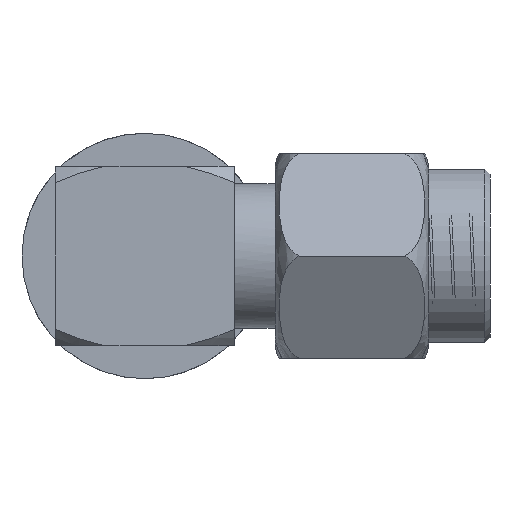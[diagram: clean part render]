
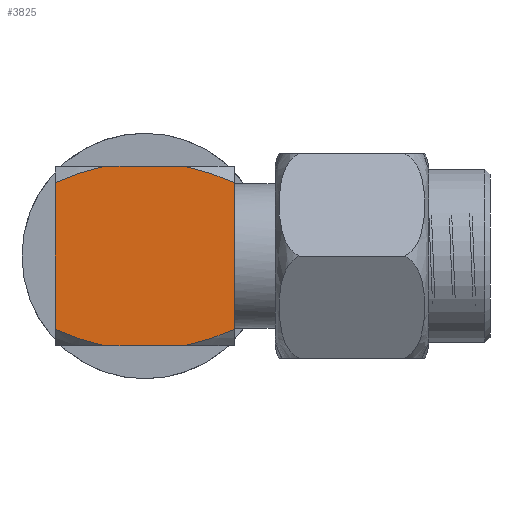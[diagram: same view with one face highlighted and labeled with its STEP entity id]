
A CAD part, front view. The second image highlights one B-rep face of the part: STEP entity #3825.
In plain terms, the highlighted planar face has unit normal (0, -1, 0).
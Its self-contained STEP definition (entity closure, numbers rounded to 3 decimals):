
#166 = LINE ( 'NONE', #4456, #3833 ) ;
#221 = VECTOR ( 'NONE', #2246, 1000. ) ;
#247 = CARTESIAN_POINT ( 'NONE',  ( -7., -3.5, 2.868 ) ) ;
#292 = CARTESIAN_POINT ( 'NONE',  ( -5.1, -3.5, -3.5 ) ) ;
#310 = CARTESIAN_POINT ( 'NONE',  ( -6.413, -3.5, 3.139 ) ) ;
#526 = B_SPLINE_CURVE_WITH_KNOTS ( 'NONE', 3,
 ( #957, #2086, #310, #247 ),
 .UNSPECIFIED., .F., .F.,
 ( 4, 4 ),
 ( 0., 1. ),
 .UNSPECIFIED. ) ;
#534 = EDGE_CURVE ( 'NONE', #1068, #3755, #526, .T. ) ;
#560 = CARTESIAN_POINT ( 'NONE',  ( -7., -3.5, -2.868 ) ) ;
#661 = CARTESIAN_POINT ( 'NONE',  ( -5.1, -3.5, -3.5 ) ) ;
#695 = VERTEX_POINT ( 'NONE', #292 ) ;
#712 = CARTESIAN_POINT ( 'NONE',  ( -1.9, -3.5, 3.5 ) ) ;
#810 = EDGE_LOOP ( 'NONE', ( #1776, #1373, #4193, #3228, #2062, #1306, #4413, #2113 ) ) ;
#824 = FACE_OUTER_BOUND ( 'NONE', #810, .T. ) ;
#918 = CARTESIAN_POINT ( 'NONE',  ( -1.22, -3.5, -3.35 ) ) ;
#957 = CARTESIAN_POINT ( 'NONE',  ( -5.1, -3.5, 3.5 ) ) ;
#983 = LINE ( 'NONE', #2000, #2203 ) ;
#1068 = VERTEX_POINT ( 'NONE', #4355 ) ;
#1129 = VERTEX_POINT ( 'NONE', #2217 ) ;
#1207 = DIRECTION ( 'NONE',  ( 0., 0., -1. ) ) ;
#1241 = EDGE_CURVE ( 'NONE', #2880, #1068, #2157, .T. ) ;
#1306 = ORIENTED_EDGE ( 'NONE', *, *, #534, .T. ) ;
#1373 = ORIENTED_EDGE ( 'NONE', *, *, #4160, .T. ) ;
#1465 = CARTESIAN_POINT ( 'NONE',  ( -7., -3.5, 3.5 ) ) ;
#1466 = EDGE_CURVE ( 'NONE', #695, #1129, #3836, .T. ) ;
#1491 = CARTESIAN_POINT ( 'NONE',  ( 0., -3.5, -2.868 ) ) ;
#1601 = VERTEX_POINT ( 'NONE', #1491 ) ;
#1654 = VERTEX_POINT ( 'NONE', #3044 ) ;
#1679 = CARTESIAN_POINT ( 'NONE',  ( -0.587, -3.5, -3.139 ) ) ;
#1741 = EDGE_CURVE ( 'NONE', #3755, #1654, #166, .T. ) ;
#1776 = ORIENTED_EDGE ( 'NONE', *, *, #1466, .T. ) ;
#1832 = CARTESIAN_POINT ( 'NONE',  ( -1.9, -3.5, 3.5 ) ) ;
#2000 = CARTESIAN_POINT ( 'NONE',  ( 0., -3.5, 0. ) ) ;
#2062 = ORIENTED_EDGE ( 'NONE', *, *, #1241, .T. ) ;
#2086 = CARTESIAN_POINT ( 'NONE',  ( -5.78, -3.5, 3.35 ) ) ;
#2098 = DIRECTION ( 'NONE',  ( 1., 0., 0. ) ) ;
#2113 = ORIENTED_EDGE ( 'NONE', *, *, #3090, .T. ) ;
#2157 = LINE ( 'NONE', #2643, #221 ) ;
#2179 = CARTESIAN_POINT ( 'NONE',  ( -1.22, -3.5, 3.35 ) ) ;
#2203 = VECTOR ( 'NONE', #1207, 1000. ) ;
#2217 = CARTESIAN_POINT ( 'NONE',  ( -1.9, -3.5, -3.5 ) ) ;
#2246 = DIRECTION ( 'NONE',  ( -1., 0., 0. ) ) ;
#2286 = DIRECTION ( 'NONE',  ( 0., 0., -1. ) ) ;
#2376 = AXIS2_PLACEMENT_3D ( 'NONE', #1465, #3362, #2581 ) ;
#2507 = CARTESIAN_POINT ( 'NONE',  ( -5.78, -3.5, -3.35 ) ) ;
#2581 = DIRECTION ( 'NONE',  ( 0., 0., -1. ) ) ;
#2643 = CARTESIAN_POINT ( 'NONE',  ( -7., -3.5, 3.5 ) ) ;
#2776 = B_SPLINE_CURVE_WITH_KNOTS ( 'NONE', 3,
 ( #560, #3844, #2507, #661 ),
 .UNSPECIFIED., .F., .F.,
 ( 4, 4 ),
 ( 0., 1. ),
 .UNSPECIFIED. ) ;
#2871 = EDGE_CURVE ( 'NONE', #4039, #2880, #3088, .T. ) ;
#2880 = VERTEX_POINT ( 'NONE', #1832 ) ;
#2919 = VECTOR ( 'NONE', #2098, 1000. ) ;
#3044 = CARTESIAN_POINT ( 'NONE',  ( -7., -3.5, -2.868 ) ) ;
#3088 = B_SPLINE_CURVE_WITH_KNOTS ( 'NONE', 3,
 ( #3923, #4286, #2179, #712 ),
 .UNSPECIFIED., .F., .F.,
 ( 4, 4 ),
 ( 0., 1. ),
 .UNSPECIFIED. ) ;
#3090 = EDGE_CURVE ( 'NONE', #1654, #695, #2776, .T. ) ;
#3150 = B_SPLINE_CURVE_WITH_KNOTS ( 'NONE', 3,
 ( #4588, #918, #1679, #3503 ),
 .UNSPECIFIED., .F., .F.,
 ( 4, 4 ),
 ( 0., 1. ),
 .UNSPECIFIED. ) ;
#3228 = ORIENTED_EDGE ( 'NONE', *, *, #2871, .T. ) ;
#3345 = CARTESIAN_POINT ( 'NONE',  ( 0., -3.5, 2.868 ) ) ;
#3362 = DIRECTION ( 'NONE',  ( 0., -1., 0. ) ) ;
#3493 = EDGE_CURVE ( 'NONE', #4039, #1601, #983, .T. ) ;
#3503 = CARTESIAN_POINT ( 'NONE',  ( 0., -3.5, -2.868 ) ) ;
#3575 = CARTESIAN_POINT ( 'NONE',  ( -7., -3.5, 2.868 ) ) ;
#3755 = VERTEX_POINT ( 'NONE', #3575 ) ;
#3825 = ADVANCED_FACE ( 'NONE', ( #824 ), #4436, .T. ) ;
#3833 = VECTOR ( 'NONE', #2286, 1000. ) ;
#3836 = LINE ( 'NONE', #4719, #2919 ) ;
#3844 = CARTESIAN_POINT ( 'NONE',  ( -6.413, -3.5, -3.139 ) ) ;
#3923 = CARTESIAN_POINT ( 'NONE',  ( 0., -3.5, 2.868 ) ) ;
#4039 = VERTEX_POINT ( 'NONE', #3345 ) ;
#4160 = EDGE_CURVE ( 'NONE', #1129, #1601, #3150, .T. ) ;
#4193 = ORIENTED_EDGE ( 'NONE', *, *, #3493, .F. ) ;
#4286 = CARTESIAN_POINT ( 'NONE',  ( -0.587, -3.5, 3.139 ) ) ;
#4355 = CARTESIAN_POINT ( 'NONE',  ( -5.1, -3.5, 3.5 ) ) ;
#4413 = ORIENTED_EDGE ( 'NONE', *, *, #1741, .T. ) ;
#4436 = PLANE ( 'NONE',  #2376 ) ;
#4456 = CARTESIAN_POINT ( 'NONE',  ( -7., -3.5, 3.5 ) ) ;
#4588 = CARTESIAN_POINT ( 'NONE',  ( -1.9, -3.5, -3.5 ) ) ;
#4719 = CARTESIAN_POINT ( 'NONE',  ( -7., -3.5, -3.5 ) ) ;
